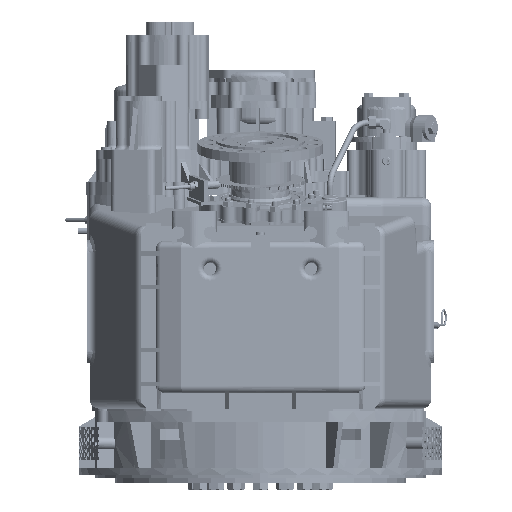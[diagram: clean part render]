
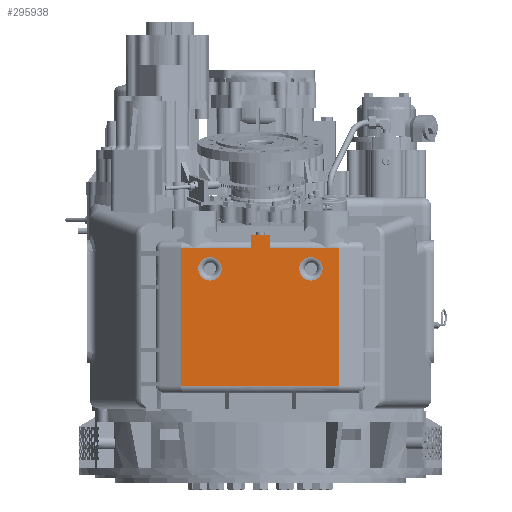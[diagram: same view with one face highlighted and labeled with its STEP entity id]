
A CAD part, front view. The second image highlights one B-rep face of the part: STEP entity #295938.
In plain terms, the highlighted planar face has unit normal (0, -1, 0).
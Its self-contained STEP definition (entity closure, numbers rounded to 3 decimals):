
#7183 = CARTESIAN_POINT ( 'NONE',  ( -272.326, -59.575, 243.049 ) ) ;
#7195 = CARTESIAN_POINT ( 'NONE',  ( -160.326, -59.575, 243.049 ) ) ;
#7217 = CARTESIAN_POINT ( 'NONE',  ( -12.326, -59.575, 243.049 ) ) ;
#7219 = CARTESIAN_POINT ( 'NONE',  ( 12.674, -59.575, 243.049 ) ) ;
#7329 = CARTESIAN_POINT ( 'NONE',  ( 12.674, -59.575, -26.951 ) ) ;
#7368 = CARTESIAN_POINT ( 'NONE',  ( -297.326, -59.575, -26.951 ) ) ;
#7370 = CARTESIAN_POINT ( 'NONE',  ( -297.326, -59.575, 243.049 ) ) ;
#7393 = CARTESIAN_POINT ( 'NONE',  ( -142.326, -59.575, -26.951 ) ) ;
#11867 = CARTESIAN_POINT ( 'NONE',  ( -124.326, -59.575, 243.049 ) ) ;
#11870 = DIRECTION ( 'NONE',  ( 0., 0., 1. ) ) ;
#12065 = CARTESIAN_POINT ( 'NONE',  ( -142.326, -59.575, 243.049 ) ) ;
#12067 = DIRECTION ( 'NONE',  ( -1., 0., 0. ) ) ;
#12132 = CARTESIAN_POINT ( 'NONE',  ( -142.326, -59.575, 269.049 ) ) ;
#12134 = DIRECTION ( 'NONE',  ( 1., 0., 0. ) ) ;
#12143 = CARTESIAN_POINT ( 'NONE',  ( -160.326, -59.575, 243.049 ) ) ;
#12172 = DIRECTION ( 'NONE',  ( 0., 0., 1. ) ) ;
#12211 = CARTESIAN_POINT ( 'NONE',  ( -241.326, -59.575, 203.049 ) ) ;
#12219 = CARTESIAN_POINT ( 'NONE',  ( -43.326, -59.575, 203.049 ) ) ;
#12223 = DIRECTION ( 'NONE',  ( 0., 1., 0. ) ) ;
#12226 = DIRECTION ( 'NONE',  ( 0., 0., -1. ) ) ;
#12230 = CARTESIAN_POINT ( 'NONE',  ( -142.326, -59.575, 243.049 ) ) ;
#12232 = DIRECTION ( 'NONE',  ( -1., 0., 0. ) ) ;
#12236 = DIRECTION ( 'NONE',  ( 0., 1., 0. ) ) ;
#12239 = DIRECTION ( 'NONE',  ( 0., 0., -1. ) ) ;
#64911 = CARTESIAN_POINT ( 'NONE',  ( -241.326, -59.575, 180.049 ) ) ;
#64957 = CARTESIAN_POINT ( 'NONE',  ( -43.326, -59.575, 180.049 ) ) ;
#65092 = CARTESIAN_POINT ( 'NONE',  ( -241.326, -59.575, 226.049 ) ) ;
#65098 = CARTESIAN_POINT ( 'NONE',  ( -43.326, -59.575, 226.049 ) ) ;
#65981 = CARTESIAN_POINT ( 'NONE',  ( -124.326, -59.575, 243.049 ) ) ;
#65997 = CARTESIAN_POINT ( 'NONE',  ( -124.326, -59.575, 269.049 ) ) ;
#66033 = CARTESIAN_POINT ( 'NONE',  ( -160.326, -59.575, 269.049 ) ) ;
#66944 = CARTESIAN_POINT ( 'NONE',  ( -142.326, -59.575, 243.049 ) ) ;
#66960 = DIRECTION ( 'NONE',  ( -1., 0., 0. ) ) ;
#67254 = CARTESIAN_POINT ( 'NONE',  ( -142.326, -59.575, 243.049 ) ) ;
#67258 = DIRECTION ( 'NONE',  ( -1., 0., 0. ) ) ;
#67287 = EDGE_CURVE ( 'NONE', #287045, #287046, #144158, .T. ) ;
#67308 = EDGE_CURVE ( 'NONE', #287049, #287050, #144180, .T. ) ;
#113919 = FACE_BOUND ( 'NONE', #258118, .T. ) ;
#113955 = FACE_BOUND ( 'NONE', #258169, .T. ) ;
#113961 = FACE_OUTER_BOUND ( 'NONE', #258172, .T. ) ;
#117430 = LINE ( 'NONE', #66944, #117455 ) ;
#117455 = VECTOR ( 'NONE', #66960, 1000. ) ;
#117668 = LINE ( 'NONE', #67254, #117675 ) ;
#117675 = VECTOR ( 'NONE', #67258, 1000. ) ;
#118498 = LINE ( 'NONE', #145430, #118510 ) ;
#118510 = VECTOR ( 'NONE', #145431, 1000. ) ;
#118910 = LINE ( 'NONE', #145518, #118917 ) ;
#118917 = VECTOR ( 'NONE', #145519, 1000. ) ;
#119147 = LINE ( 'NONE', #145572, #119153 ) ;
#119153 = VECTOR ( 'NONE', #145573, 1000. ) ;
#119166 = VECTOR ( 'NONE', #145609, 1000. ) ;
#119305 = LINE ( 'NONE', #145603, #119166 ) ;
#144158 = CIRCLE ( 'NONE', #236965, 23. ) ;
#144180 = CIRCLE ( 'NONE', #236973, 23. ) ;
#145430 = CARTESIAN_POINT ( 'NONE',  ( 12.674, -59.575, -40.951 ) ) ;
#145431 = DIRECTION ( 'NONE',  ( 0., 0., 1. ) ) ;
#145518 = CARTESIAN_POINT ( 'NONE',  ( -297.326, -59.575, -40.951 ) ) ;
#145519 = DIRECTION ( 'NONE',  ( 0., 0., 1. ) ) ;
#145572 = CARTESIAN_POINT ( 'NONE',  ( -142.326, -59.575, -26.951 ) ) ;
#145573 = DIRECTION ( 'NONE',  ( 1., 0., 0. ) ) ;
#145603 = CARTESIAN_POINT ( 'NONE',  ( 12.674, -59.575, -26.951 ) ) ;
#145609 = DIRECTION ( 'NONE',  ( 1., 0., 0. ) ) ;
#163401 = AXIS2_PLACEMENT_3D ( 'NONE', #261848, #261872, #261875 ) ;
#210331 = AXIS2_PLACEMENT_3D ( 'NONE', #12219, #12223, #12226 ) ;
#210347 = AXIS2_PLACEMENT_3D ( 'NONE', #12211, #12236, #12239 ) ;
#236965 = AXIS2_PLACEMENT_3D ( 'NONE', #294170, #294212, #294216 ) ;
#236973 = AXIS2_PLACEMENT_3D ( 'NONE', #294262, #294269, #294273 ) ;
#251524 = LINE ( 'NONE', #11867, #251528 ) ;
#251528 = VECTOR ( 'NONE', #11870, 1000. ) ;
#251562 = VECTOR ( 'NONE', #12067, 1000. ) ;
#251578 = LINE ( 'NONE', #12065, #251562 ) ;
#251617 = LINE ( 'NONE', #12143, #251674 ) ;
#251645 = LINE ( 'NONE', #12132, #251647 ) ;
#251647 = VECTOR ( 'NONE', #12134, 1000. ) ;
#251674 = VECTOR ( 'NONE', #12172, 1000. ) ;
#251677 = VECTOR ( 'NONE', #12232, 1000. ) ;
#251695 = LINE ( 'NONE', #12230, #251677 ) ;
#251716 = CIRCLE ( 'NONE', #210331, 23. ) ;
#251722 = CIRCLE ( 'NONE', #210347, 23. ) ;
#258118 = EDGE_LOOP ( 'NONE', ( #258889, #258891 ) ) ;
#258169 = EDGE_LOOP ( 'NONE', ( #258894, #258896 ) ) ;
#258172 = EDGE_LOOP ( 'NONE', ( #258900, #258902, #258905, #258907, #258910, #258913, #258916, #258918, #258921, #258923, #258927 ) ) ;
#258889 = ORIENTED_EDGE ( 'NONE', *, *, #270378, .T. ) ;
#258891 = ORIENTED_EDGE ( 'NONE', *, *, #67287, .T. ) ;
#258894 = ORIENTED_EDGE ( 'NONE', *, *, #270364, .T. ) ;
#258896 = ORIENTED_EDGE ( 'NONE', *, *, #67308, .T. ) ;
#258900 = ORIENTED_EDGE ( 'NONE', *, *, #270295, .F. ) ;
#258902 = ORIENTED_EDGE ( 'NONE', *, *, #270325, .F. ) ;
#258905 = ORIENTED_EDGE ( 'NONE', *, *, #303389, .T. ) ;
#258907 = ORIENTED_EDGE ( 'NONE', *, *, #270371, .T. ) ;
#258910 = ORIENTED_EDGE ( 'NONE', *, *, #303823, .F. ) ;
#258913 = ORIENTED_EDGE ( 'NONE', *, *, #303885, .T. ) ;
#258916 = ORIENTED_EDGE ( 'NONE', *, *, #303927, .T. ) ;
#258918 = ORIENTED_EDGE ( 'NONE', *, *, #303720, .T. ) ;
#258921 = ORIENTED_EDGE ( 'NONE', *, *, #303464, .T. ) ;
#258923 = ORIENTED_EDGE ( 'NONE', *, *, #270253, .T. ) ;
#258927 = ORIENTED_EDGE ( 'NONE', *, *, #270182, .T. ) ;
#261756 = PLANE ( 'NONE',  #163401 ) ;
#261848 = CARTESIAN_POINT ( 'NONE',  ( -142.326, -59.575, -40.951 ) ) ;
#261872 = DIRECTION ( 'NONE',  ( 0., -1., 0. ) ) ;
#261875 = DIRECTION ( 'NONE',  ( 0., 0., -1. ) ) ;
#270182 = EDGE_CURVE ( 'NONE', #302595, #302599, #251524, .T. ) ;
#270253 = EDGE_CURVE ( 'NONE', #328234, #302595, #251578, .T. ) ;
#270295 = EDGE_CURVE ( 'NONE', #302608, #302599, #251645, .T. ) ;
#270325 = EDGE_CURVE ( 'NONE', #328213, #302608, #251617, .T. ) ;
#270364 = EDGE_CURVE ( 'NONE', #287050, #287049, #251716, .T. ) ;
#270371 = EDGE_CURVE ( 'NONE', #328203, #328348, #251695, .T. ) ;
#270378 = EDGE_CURVE ( 'NONE', #287046, #287045, #251722, .T. ) ;
#287045 = VERTEX_POINT ( 'NONE', #65092 ) ;
#287046 = VERTEX_POINT ( 'NONE', #64911 ) ;
#287049 = VERTEX_POINT ( 'NONE', #65098 ) ;
#287050 = VERTEX_POINT ( 'NONE', #64957 ) ;
#294170 = CARTESIAN_POINT ( 'NONE',  ( -241.326, -59.575, 203.049 ) ) ;
#294212 = DIRECTION ( 'NONE',  ( 0., 1., 0. ) ) ;
#294216 = DIRECTION ( 'NONE',  ( 0., 0., -1. ) ) ;
#294262 = CARTESIAN_POINT ( 'NONE',  ( -43.326, -59.575, 203.049 ) ) ;
#294269 = DIRECTION ( 'NONE',  ( 0., 1., 0. ) ) ;
#294273 = DIRECTION ( 'NONE',  ( 0., 0., -1. ) ) ;
#295938 = ADVANCED_FACE ( 'NONE', ( #113919, #113955, #113961 ), #261756, .T. ) ;
#302595 = VERTEX_POINT ( 'NONE', #65981 ) ;
#302599 = VERTEX_POINT ( 'NONE', #65997 ) ;
#302608 = VERTEX_POINT ( 'NONE', #66033 ) ;
#303389 = EDGE_CURVE ( 'NONE', #328213, #328203, #117430, .T. ) ;
#303464 = EDGE_CURVE ( 'NONE', #328235, #328234, #117668, .T. ) ;
#303720 = EDGE_CURVE ( 'NONE', #328317, #328235, #118498, .T. ) ;
#303823 = EDGE_CURVE ( 'NONE', #328345, #328348, #118910, .T. ) ;
#303885 = EDGE_CURVE ( 'NONE', #328345, #328368, #119147, .T. ) ;
#303927 = EDGE_CURVE ( 'NONE', #328368, #328317, #119305, .T. ) ;
#328203 = VERTEX_POINT ( 'NONE', #7183 ) ;
#328213 = VERTEX_POINT ( 'NONE', #7195 ) ;
#328234 = VERTEX_POINT ( 'NONE', #7217 ) ;
#328235 = VERTEX_POINT ( 'NONE', #7219 ) ;
#328317 = VERTEX_POINT ( 'NONE', #7329 ) ;
#328345 = VERTEX_POINT ( 'NONE', #7368 ) ;
#328348 = VERTEX_POINT ( 'NONE', #7370 ) ;
#328368 = VERTEX_POINT ( 'NONE', #7393 ) ;
